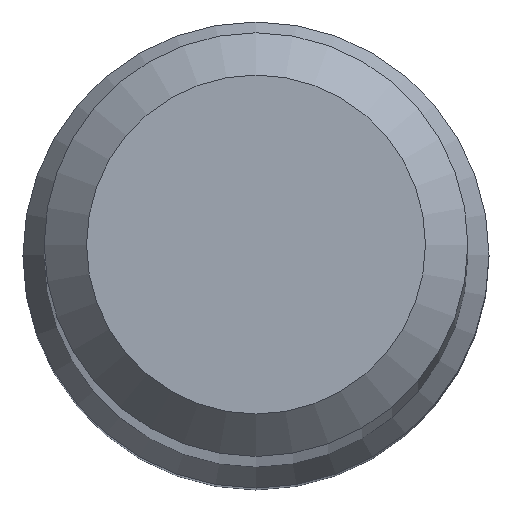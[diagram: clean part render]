
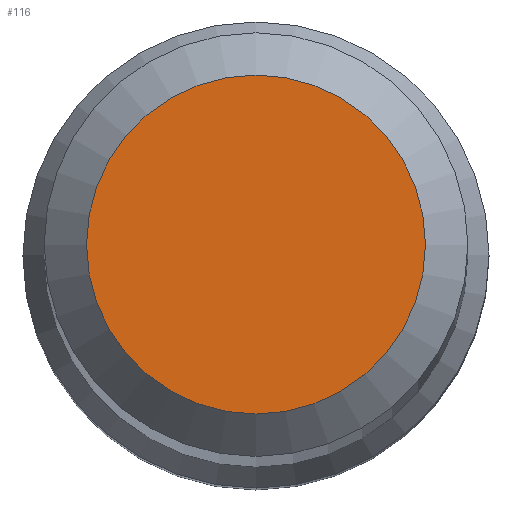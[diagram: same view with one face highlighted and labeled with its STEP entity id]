
A CAD part, top view. The second image highlights one B-rep face of the part: STEP entity #116.
In plain terms, the highlighted planar face has unit normal (0, 0, 1).
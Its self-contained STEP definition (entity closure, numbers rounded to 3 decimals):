
#33 = PLANE ( 'NONE',  #123 ) ;
#35 = DIRECTION ( 'NONE',  ( 0., 0., -1. ) ) ;
#71 = DIRECTION ( 'NONE',  ( 0., 1., 0. ) ) ;
#80 = AXIS2_PLACEMENT_3D ( 'NONE', #88, #200, #91 ) ;
#88 = CARTESIAN_POINT ( 'NONE',  ( 0., 0., 101. ) ) ;
#91 = DIRECTION ( 'NONE',  ( 0., 1., 0. ) ) ;
#115 = EDGE_LOOP ( 'NONE', ( #139 ) ) ;
#116 = ADVANCED_FACE ( 'NONE', ( #201 ), #33, .F. ) ;
#123 = AXIS2_PLACEMENT_3D ( 'NONE', #143, #35, #71 ) ;
#139 = ORIENTED_EDGE ( 'NONE', *, *, #234, .F. ) ;
#142 = CARTESIAN_POINT ( 'NONE',  ( 0., 2.4, 101. ) ) ;
#143 = CARTESIAN_POINT ( 'NONE',  ( 0., 0., 101. ) ) ;
#158 = CIRCLE ( 'NONE', #80, 2.4 ) ;
#161 = VERTEX_POINT ( 'NONE', #142 ) ;
#200 = DIRECTION ( 'NONE',  ( 0., 0., -1. ) ) ;
#201 = FACE_OUTER_BOUND ( 'NONE', #115, .T. ) ;
#234 = EDGE_CURVE ( 'NONE', #161, #161, #158, .T. ) ;
